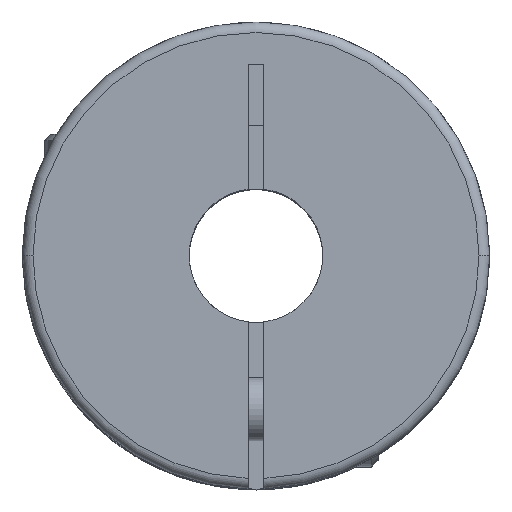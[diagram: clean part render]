
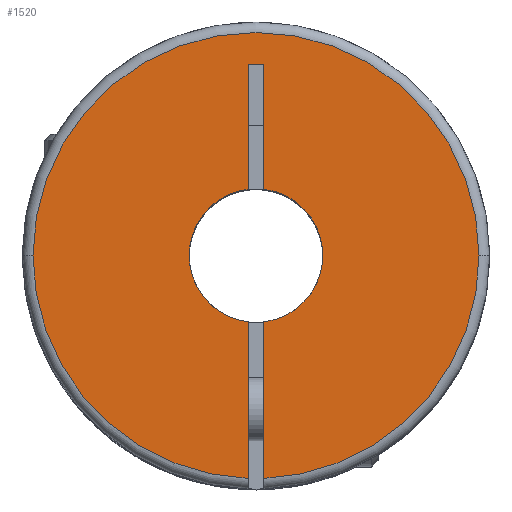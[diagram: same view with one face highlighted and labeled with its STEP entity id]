
A CAD part, top view. The second image highlights one B-rep face of the part: STEP entity #1520.
In plain terms, the highlighted planar face has unit normal (0, 0, 1).
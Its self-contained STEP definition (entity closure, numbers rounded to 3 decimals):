
#37 = VERTEX_POINT ( 'NONE', #1153 ) ;
#83 = AXIS2_PLACEMENT_3D ( 'NONE', #2207, #2134, #3852 ) ;
#130 = EDGE_CURVE ( 'NONE', #37, #2712, #2079, .T. ) ;
#151 = AXIS2_PLACEMENT_3D ( 'NONE', #4229, #4252, #182 ) ;
#153 = VERTEX_POINT ( 'NONE', #1529 ) ;
#182 = DIRECTION ( 'NONE',  ( -1., 0., 0. ) ) ;
#252 = CARTESIAN_POINT ( 'NONE',  ( -3.175, 0., 0. ) ) ;
#274 = VERTEX_POINT ( 'NONE', #2967 ) ;
#279 = LINE ( 'NONE', #4008, #852 ) ;
#287 = VERTEX_POINT ( 'NONE', #3650 ) ;
#371 = EDGE_CURVE ( 'NONE', #3120, #274, #579, .T. ) ;
#410 = DIRECTION ( 'NONE',  ( 0., 0., -1. ) ) ;
#419 = ORIENTED_EDGE ( 'NONE', *, *, #3003, .F. ) ;
#420 = FACE_OUTER_BOUND ( 'NONE', #1095, .T. ) ;
#499 = EDGE_CURVE ( 'NONE', #2273, #4133, #279, .T. ) ;
#550 = DIRECTION ( 'NONE',  ( 0., 0., -1. ) ) ;
#565 = DIRECTION ( 'NONE',  ( 0., 0., -1. ) ) ;
#579 = CIRCLE ( 'NONE', #83, 10.6 ) ;
#635 = DIRECTION ( 'NONE',  ( -1., 0., 0. ) ) ;
#644 = CARTESIAN_POINT ( 'NONE',  ( -0.375, 9.1, 0. ) ) ;
#705 = EDGE_CURVE ( 'NONE', #153, #3487, #3045, .T. ) ;
#707 = AXIS2_PLACEMENT_3D ( 'NONE', #2460, #3418, #2109 ) ;
#749 = EDGE_CURVE ( 'NONE', #4133, #287, #2396, .T. ) ;
#838 = CARTESIAN_POINT ( 'NONE',  ( 0., 0., 0. ) ) ;
#852 = VECTOR ( 'NONE', #3940, 1000. ) ;
#883 = AXIS2_PLACEMENT_3D ( 'NONE', #838, #410, #1888 ) ;
#913 = DIRECTION ( 'NONE',  ( 0., 0., -1. ) ) ;
#927 = ORIENTED_EDGE ( 'NONE', *, *, #3927, .F. ) ;
#1048 = ORIENTED_EDGE ( 'NONE', *, *, #4096, .T. ) ;
#1095 = EDGE_LOOP ( 'NONE', ( #2937, #2621, #1048, #4080, #1784, #3194, #927, #3994, #2005, #1163, #419 ) ) ;
#1153 = CARTESIAN_POINT ( 'NONE',  ( 0.375, 3.153, 0. ) ) ;
#1163 = ORIENTED_EDGE ( 'NONE', *, *, #371, .F. ) ;
#1216 = CARTESIAN_POINT ( 'NONE',  ( 0., 0., 0. ) ) ;
#1305 = LINE ( 'NONE', #1663, #3753 ) ;
#1520 = ADVANCED_FACE ( 'NONE', ( #420 ), #1674, .F. ) ;
#1529 = CARTESIAN_POINT ( 'NONE',  ( 0.375, 9.1, 0. ) ) ;
#1605 = CARTESIAN_POINT ( 'NONE',  ( -0.375, 3.153, 0. ) ) ;
#1663 = CARTESIAN_POINT ( 'NONE',  ( 0.375, -11.1, 0. ) ) ;
#1674 = PLANE ( 'NONE',  #707 ) ;
#1730 = EDGE_CURVE ( 'NONE', #274, #2712, #1305, .T. ) ;
#1784 = ORIENTED_EDGE ( 'NONE', *, *, #4388, .F. ) ;
#1888 = DIRECTION ( 'NONE',  ( -1., 0., 0. ) ) ;
#1890 = CARTESIAN_POINT ( 'NONE',  ( 0.375, -11.1, 0. ) ) ;
#1931 = EDGE_CURVE ( 'NONE', #3456, #4356, #2740, .T. ) ;
#1933 = CARTESIAN_POINT ( 'NONE',  ( -0.375, 9.1, 0. ) ) ;
#1971 = LINE ( 'NONE', #644, #2837 ) ;
#2005 = ORIENTED_EDGE ( 'NONE', *, *, #1730, .F. ) ;
#2079 = CIRCLE ( 'NONE', #2229, 3.175 ) ;
#2109 = DIRECTION ( 'NONE',  ( 0., -1., 0. ) ) ;
#2134 = DIRECTION ( 'NONE',  ( 0., 0., -1. ) ) ;
#2207 = CARTESIAN_POINT ( 'NONE',  ( 0., 0., 0. ) ) ;
#2213 = CIRCLE ( 'NONE', #151, 10.6 ) ;
#2229 = AXIS2_PLACEMENT_3D ( 'NONE', #3637, #550, #4274 ) ;
#2260 = CARTESIAN_POINT ( 'NONE',  ( 0., 0., 0. ) ) ;
#2273 = VERTEX_POINT ( 'NONE', #2633 ) ;
#2340 = DIRECTION ( 'NONE',  ( 0., 1., 0. ) ) ;
#2396 = CIRCLE ( 'NONE', #883, 10.6 ) ;
#2460 = CARTESIAN_POINT ( 'NONE',  ( 0., 0., 0. ) ) ;
#2471 = CIRCLE ( 'NONE', #4328, 3.175 ) ;
#2538 = DIRECTION ( 'NONE',  ( 0., 1., 0. ) ) ;
#2621 = ORIENTED_EDGE ( 'NONE', *, *, #499, .F. ) ;
#2633 = CARTESIAN_POINT ( 'NONE',  ( -0.375, -3.153, 0. ) ) ;
#2712 = VERTEX_POINT ( 'NONE', #3096 ) ;
#2740 = CIRCLE ( 'NONE', #4033, 3.175 ) ;
#2837 = VECTOR ( 'NONE', #3727, 1000. ) ;
#2937 = ORIENTED_EDGE ( 'NONE', *, *, #749, .F. ) ;
#2964 = VECTOR ( 'NONE', #2538, 1000. ) ;
#2967 = CARTESIAN_POINT ( 'NONE',  ( 0.375, -10.593, 0. ) ) ;
#3003 = EDGE_CURVE ( 'NONE', #287, #3120, #2213, .T. ) ;
#3045 = LINE ( 'NONE', #3786, #4055 ) ;
#3096 = CARTESIAN_POINT ( 'NONE',  ( 0.375, -3.153, 0. ) ) ;
#3120 = VERTEX_POINT ( 'NONE', #3655 ) ;
#3194 = ORIENTED_EDGE ( 'NONE', *, *, #705, .F. ) ;
#3270 = LINE ( 'NONE', #1890, #2964 ) ;
#3287 = CARTESIAN_POINT ( 'NONE',  ( -0.375, -10.593, 0. ) ) ;
#3315 = DIRECTION ( 'NONE',  ( -1., 0., 0. ) ) ;
#3418 = DIRECTION ( 'NONE',  ( 0., 0., -1. ) ) ;
#3456 = VERTEX_POINT ( 'NONE', #252 ) ;
#3487 = VERTEX_POINT ( 'NONE', #1933 ) ;
#3637 = CARTESIAN_POINT ( 'NONE',  ( 0., 0., 0. ) ) ;
#3650 = CARTESIAN_POINT ( 'NONE',  ( -10.6, 0., 0. ) ) ;
#3655 = CARTESIAN_POINT ( 'NONE',  ( 10.6, 0., 0. ) ) ;
#3727 = DIRECTION ( 'NONE',  ( 0., -1., 0. ) ) ;
#3753 = VECTOR ( 'NONE', #2340, 1000. ) ;
#3786 = CARTESIAN_POINT ( 'NONE',  ( 0.375, 9.1, 0. ) ) ;
#3852 = DIRECTION ( 'NONE',  ( -1., 0., 0. ) ) ;
#3927 = EDGE_CURVE ( 'NONE', #37, #153, #3270, .T. ) ;
#3940 = DIRECTION ( 'NONE',  ( 0., -1., 0. ) ) ;
#3994 = ORIENTED_EDGE ( 'NONE', *, *, #130, .T. ) ;
#4008 = CARTESIAN_POINT ( 'NONE',  ( -0.375, 9.1, 0. ) ) ;
#4033 = AXIS2_PLACEMENT_3D ( 'NONE', #1216, #565, #3315 ) ;
#4055 = VECTOR ( 'NONE', #635, 1000. ) ;
#4080 = ORIENTED_EDGE ( 'NONE', *, *, #1931, .T. ) ;
#4096 = EDGE_CURVE ( 'NONE', #2273, #3456, #2471, .T. ) ;
#4133 = VERTEX_POINT ( 'NONE', #3287 ) ;
#4229 = CARTESIAN_POINT ( 'NONE',  ( 0., 0., 0. ) ) ;
#4252 = DIRECTION ( 'NONE',  ( 0., 0., -1. ) ) ;
#4274 = DIRECTION ( 'NONE',  ( -1., 0., 0. ) ) ;
#4328 = AXIS2_PLACEMENT_3D ( 'NONE', #2260, #913, #4367 ) ;
#4356 = VERTEX_POINT ( 'NONE', #1605 ) ;
#4367 = DIRECTION ( 'NONE',  ( -1., 0., 0. ) ) ;
#4388 = EDGE_CURVE ( 'NONE', #3487, #4356, #1971, .T. ) ;
